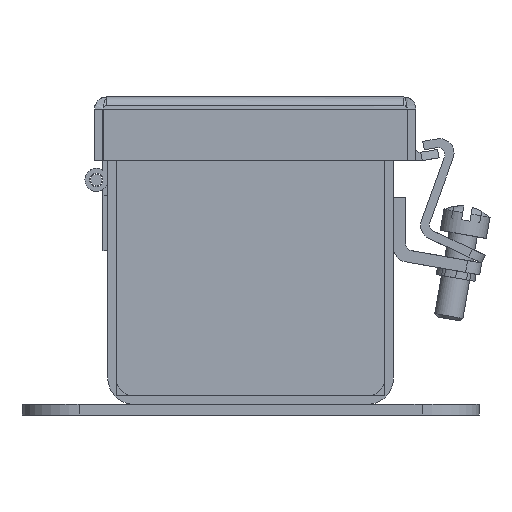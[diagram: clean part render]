
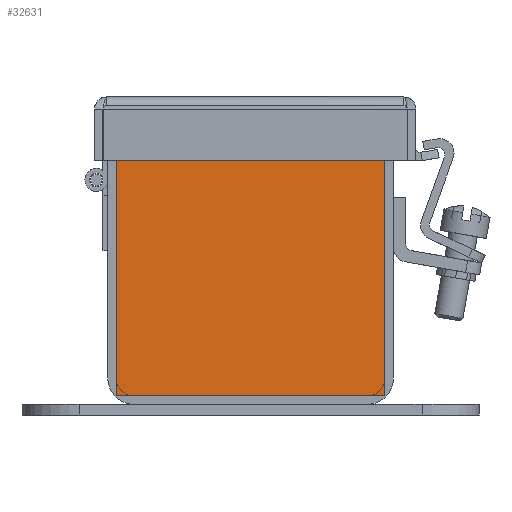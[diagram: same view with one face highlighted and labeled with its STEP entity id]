
A CAD part, left-side view. The second image highlights one B-rep face of the part: STEP entity #32631.
In plain terms, the highlighted planar face has unit normal (-1, 0, 0).
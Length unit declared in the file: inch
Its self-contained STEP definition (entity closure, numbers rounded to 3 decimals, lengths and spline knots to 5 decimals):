
#335 = VERTEX_POINT ( 'NONE', #25059 ) ;
#754 = DIRECTION ( 'NONE',  ( 1., 0., 0. ) ) ;
#874 = EDGE_CURVE ( 'NONE', #335, #3537, #14080, .T. ) ;
#1087 = LINE ( 'NONE', #1304, #11787 ) ;
#1206 = EDGE_CURVE ( 'NONE', #42355, #13078, #11803, .T. ) ;
#1214 = VERTEX_POINT ( 'NONE', #5324 ) ;
#1304 = CARTESIAN_POINT ( 'NONE',  ( -1.70918, -1.17725, -0.85396 ) ) ;
#1603 = ORIENTED_EDGE ( 'NONE', *, *, #9356, .T. ) ;
#1708 = ORIENTED_EDGE ( 'NONE', *, *, #874, .T. ) ;
#2205 = DIRECTION ( 'NONE',  ( 0., -1., 0. ) ) ;
#2447 = VECTOR ( 'NONE', #27721, 39.37008 ) ;
#3537 = VERTEX_POINT ( 'NONE', #7205 ) ;
#3826 = DIRECTION ( 'NONE',  ( 0., 1., 0. ) ) ;
#3828 = LINE ( 'NONE', #16538, #7834 ) ;
#4125 = CARTESIAN_POINT ( 'NONE',  ( -1.70918, 1.17475, -2.02996 ) ) ;
#4514 = ORIENTED_EDGE ( 'NONE', *, *, #39044, .T. ) ;
#5324 = CARTESIAN_POINT ( 'NONE',  ( -1.70918, 1.17475, 0.32204 ) ) ;
#6456 = ORIENTED_EDGE ( 'NONE', *, *, #39723, .F. ) ;
#7166 = CARTESIAN_POINT ( 'NONE',  ( -1.70918, -0.69145, 0.32204 ) ) ;
#7205 = CARTESIAN_POINT ( 'NONE',  ( -1.70918, 0.68875, 0.29059 ) ) ;
#7260 = FACE_OUTER_BOUND ( 'NONE', #19279, .T. ) ;
#7317 = CARTESIAN_POINT ( 'NONE',  ( -1.70918, -0.69125, 0.29059 ) ) ;
#7662 = CARTESIAN_POINT ( 'NONE',  ( -1.70918, -0.00125, -0.85396 ) ) ;
#7834 = VECTOR ( 'NONE', #10048, 39.37008 ) ;
#7932 = VERTEX_POINT ( 'NONE', #7166 ) ;
#8639 = CARTESIAN_POINT ( 'NONE',  ( -1.70918, -0.00125, 0.32204 ) ) ;
#8769 = VECTOR ( 'NONE', #29670, 39.37008 ) ;
#8816 = EDGE_CURVE ( 'NONE', #335, #11446, #38734, .T. ) ;
#9356 = EDGE_CURVE ( 'NONE', #13078, #11446, #30695, .T. ) ;
#9532 = CARTESIAN_POINT ( 'NONE',  ( -1.70918, -1.17725, 0.32204 ) ) ;
#10048 = DIRECTION ( 'NONE',  ( 0., 0., 1. ) ) ;
#10520 = DIRECTION ( 'NONE',  ( 0., 0., 1. ) ) ;
#10982 = VERTEX_POINT ( 'NONE', #42332 ) ;
#11016 = ORIENTED_EDGE ( 'NONE', *, *, #8816, .F. ) ;
#11216 = DIRECTION ( 'NONE',  ( 0., 0., -1. ) ) ;
#11446 = VERTEX_POINT ( 'NONE', #34559 ) ;
#11787 = VECTOR ( 'NONE', #38291, 39.37008 ) ;
#11803 = LINE ( 'NONE', #34314, #21958 ) ;
#12194 = CARTESIAN_POINT ( 'NONE',  ( -1.70918, -1.17725, -2.02996 ) ) ;
#12553 = CARTESIAN_POINT ( 'NONE',  ( -1.70918, -0.69145, 0.29059 ) ) ;
#12570 = CARTESIAN_POINT ( 'NONE',  ( -1.70918, -0.00125, 0.29079 ) ) ;
#13078 = VERTEX_POINT ( 'NONE', #38481 ) ;
#13086 = ORIENTED_EDGE ( 'NONE', *, *, #1206, .T. ) ;
#14080 = LINE ( 'NONE', #30528, #27476 ) ;
#14227 = VERTEX_POINT ( 'NONE', #9532 ) ;
#14500 = LINE ( 'NONE', #33775, #30125 ) ;
#15515 = LINE ( 'NONE', #28527, #28923 ) ;
#16538 = CARTESIAN_POINT ( 'NONE',  ( -1.70918, 0.68895, 0.29059 ) ) ;
#16673 = CARTESIAN_POINT ( 'NONE',  ( -1.70918, 1.17475, -0.85396 ) ) ;
#17302 = EDGE_CURVE ( 'NONE', #23369, #1214, #36156, .T. ) ;
#17536 = CARTESIAN_POINT ( 'NONE',  ( -1.70918, -0.00125, 0.32204 ) ) ;
#17592 = PLANE ( 'NONE',  #32086 ) ;
#17767 = ORIENTED_EDGE ( 'NONE', *, *, #19273, .F. ) ;
#18330 = VERTEX_POINT ( 'NONE', #31245 ) ;
#18471 = VECTOR ( 'NONE', #10520, 39.37008 ) ;
#19273 = EDGE_CURVE ( 'NONE', #7932, #14227, #37682, .T. ) ;
#19279 = EDGE_LOOP ( 'NONE', ( #13086, #1603, #11016, #1708, #34349, #4514, #6456, #20408, #20851, #23226, #17767, #32926 ) ) ;
#20408 = ORIENTED_EDGE ( 'NONE', *, *, #17302, .F. ) ;
#20851 = ORIENTED_EDGE ( 'NONE', *, *, #33692, .F. ) ;
#21573 = LINE ( 'NONE', #28301, #23179 ) ;
#21958 = VECTOR ( 'NONE', #28708, 39.37008 ) ;
#23179 = VECTOR ( 'NONE', #25450, 39.37008 ) ;
#23226 = ORIENTED_EDGE ( 'NONE', *, *, #37747, .F. ) ;
#23369 = VERTEX_POINT ( 'NONE', #4125 ) ;
#23426 = EDGE_CURVE ( 'NONE', #7932, #42355, #15515, .T. ) ;
#24813 = DIRECTION ( 'NONE',  ( 0., -1., 0. ) ) ;
#24959 = VERTEX_POINT ( 'NONE', #12194 ) ;
#25059 = CARTESIAN_POINT ( 'NONE',  ( -1.70918, 0.68875, 0.29079 ) ) ;
#25232 = DIRECTION ( 'NONE',  ( 0., 0., -1. ) ) ;
#25450 = DIRECTION ( 'NONE',  ( 0., 1., 0. ) ) ;
#26603 = VECTOR ( 'NONE', #24813, 39.37008 ) ;
#27271 = DIRECTION ( 'NONE',  ( 0., 1., 0. ) ) ;
#27476 = VECTOR ( 'NONE', #11216, 39.37008 ) ;
#27721 = DIRECTION ( 'NONE',  ( 0., -1., 0. ) ) ;
#28301 = CARTESIAN_POINT ( 'NONE',  ( -1.70918, 0.68875, 0.29059 ) ) ;
#28527 = CARTESIAN_POINT ( 'NONE',  ( -1.70918, -0.69145, 0.32204 ) ) ;
#28708 = DIRECTION ( 'NONE',  ( 0., 1., 0. ) ) ;
#28923 = VECTOR ( 'NONE', #25232, 39.37008 ) ;
#29670 = DIRECTION ( 'NONE',  ( 0., 0., 1. ) ) ;
#30125 = VECTOR ( 'NONE', #27271, 39.37008 ) ;
#30528 = CARTESIAN_POINT ( 'NONE',  ( -1.70918, 0.68875, 0.32204 ) ) ;
#30695 = LINE ( 'NONE', #7317, #18471 ) ;
#31245 = CARTESIAN_POINT ( 'NONE',  ( -1.70918, 0.68895, 0.32204 ) ) ;
#31396 = LINE ( 'NONE', #8639, #26603 ) ;
#32086 = AXIS2_PLACEMENT_3D ( 'NONE', #7662, #754, #3826 ) ;
#32631 = ADVANCED_FACE ( 'NONE', ( #7260 ), #17592, .F. ) ;
#32926 = ORIENTED_EDGE ( 'NONE', *, *, #23426, .T. ) ;
#33692 = EDGE_CURVE ( 'NONE', #24959, #23369, #14500, .T. ) ;
#33775 = CARTESIAN_POINT ( 'NONE',  ( -1.70918, -0.00125, -2.02996 ) ) ;
#34010 = EDGE_CURVE ( 'NONE', #3537, #10982, #21573, .T. ) ;
#34314 = CARTESIAN_POINT ( 'NONE',  ( -1.70918, -0.69145, 0.29059 ) ) ;
#34349 = ORIENTED_EDGE ( 'NONE', *, *, #34010, .T. ) ;
#34559 = CARTESIAN_POINT ( 'NONE',  ( -1.70918, -0.69125, 0.29079 ) ) ;
#36156 = LINE ( 'NONE', #16673, #8769 ) ;
#37682 = LINE ( 'NONE', #17536, #2447 ) ;
#37747 = EDGE_CURVE ( 'NONE', #14227, #24959, #1087, .T. ) ;
#38291 = DIRECTION ( 'NONE',  ( 0., 0., -1. ) ) ;
#38481 = CARTESIAN_POINT ( 'NONE',  ( -1.70918, -0.69125, 0.29059 ) ) ;
#38734 = LINE ( 'NONE', #12570, #39841 ) ;
#39044 = EDGE_CURVE ( 'NONE', #10982, #18330, #3828, .T. ) ;
#39723 = EDGE_CURVE ( 'NONE', #1214, #18330, #31396, .T. ) ;
#39841 = VECTOR ( 'NONE', #2205, 39.37008 ) ;
#42332 = CARTESIAN_POINT ( 'NONE',  ( -1.70918, 0.68895, 0.29059 ) ) ;
#42355 = VERTEX_POINT ( 'NONE', #12553 ) ;
